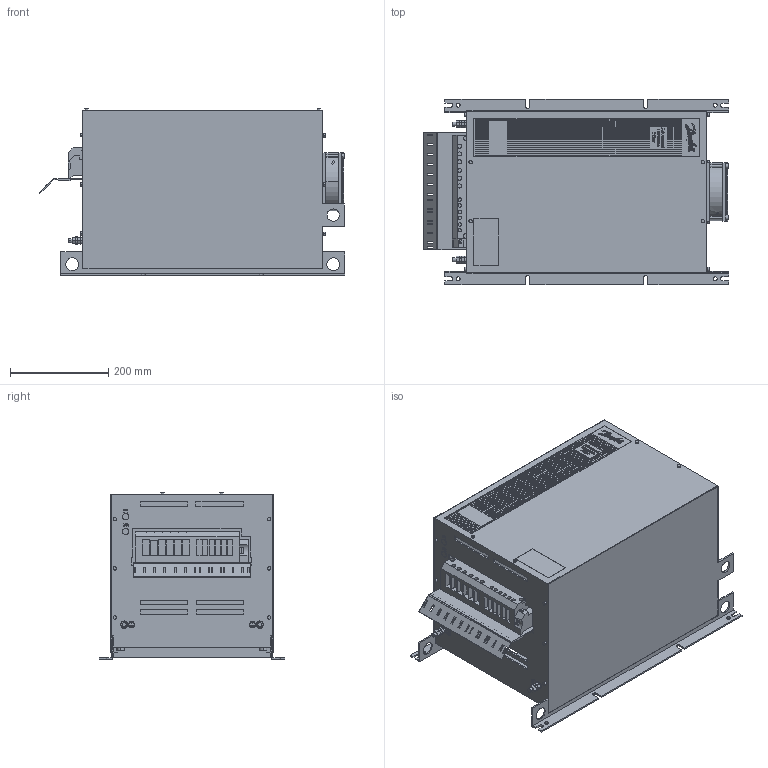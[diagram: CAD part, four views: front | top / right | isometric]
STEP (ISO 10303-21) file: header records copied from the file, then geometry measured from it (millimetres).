
FILE_DESCRIPTION((''),'2;1');
FILE_NAME('X4_IP20_EF_OUT_1','2023-04-25T14:50:07',('U388355'),('Danfoss Power Electronics'),'CREO PARAMETRIC BY PTC INC, 2020342','CREO PARAMETRIC BY PTC INC, 2020342','');
FILE_SCHEMA(('CONFIG_CONTROL_DESIGN','GEOMETRIC_VALIDATION_PROPERTIES_MIM'));
Products named in the file (1): X4_IP20_EF_OUT_1
Bounding box: 621.45 x 378 x 337.8 mm (x, y, z)
Volume: 3534013.9 mm3; surface area: 1927250.6 mm2
Topology: 10 solids, 10 shells, 2262 faces, 6433 edges, 4308 vertices
Faces by surface type: plane 1730, cylinder 479, extrusion 53
Entity records: 75850 total; most frequent: CARTESIAN_POINT 15092, ORIENTED_EDGE 12866, DIRECTION 11850, EDGE_CURVE 6433, VECTOR 5230, LINE 5177, VERTEX_POINT 4308, AXIS2_PLACEMENT_3D 3310
